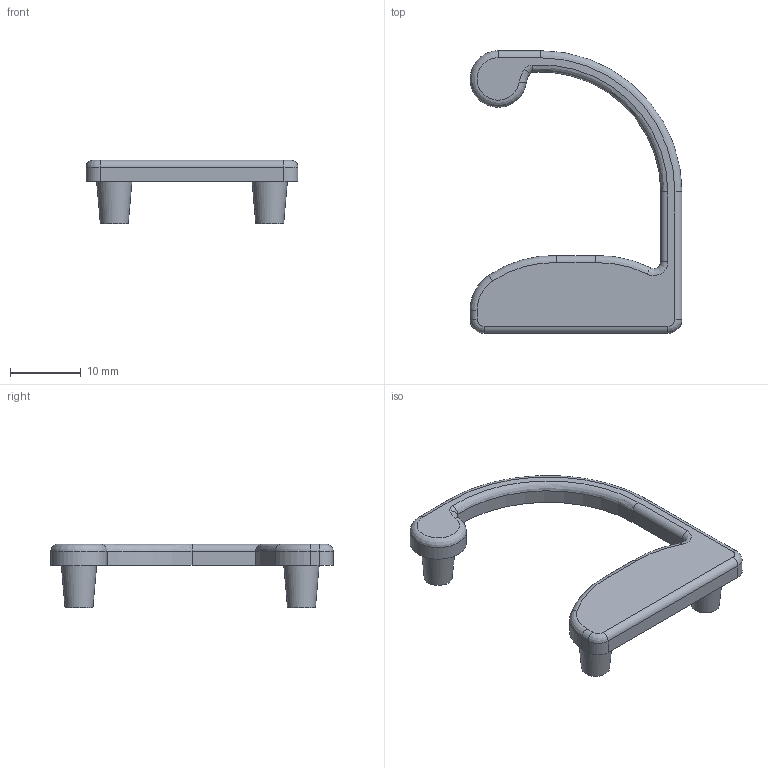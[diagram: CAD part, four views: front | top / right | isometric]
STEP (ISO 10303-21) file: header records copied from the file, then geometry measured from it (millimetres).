
FILE_DESCRIPTION(('STEP AP203'),'2;1');
FILE_NAME('18.090.00.stp','2011-12-15T15:29:56',(''),(''),'2009.3.110','THINKDESIGN','');
FILE_SCHEMA(('CONFIG_CONTROL_DESIGN'));
Length unit declared in the file: millimetre
Bounding box: 30 x 40 x 9 mm (x, y, z)
Volume: 1561.4 mm3; surface area: 1813.3 mm2
Topology: 1 solids, 1 shells, 48 faces, 115 edges, 75 vertices
Faces by surface type: cylinder 20, plane 14, bspline 14
Full cylindrical faces by diameter (mm): 3 x3
Entity records: 2206 total; most frequent: CARTESIAN_POINT 969, DIRECTION 253, ORIENTED_EDGE 230, EDGE_CURVE 115, AXIS2_PLACEMENT_3D 106, VERTEX_POINT 75, CIRCLE 72, EDGE_LOOP 54
